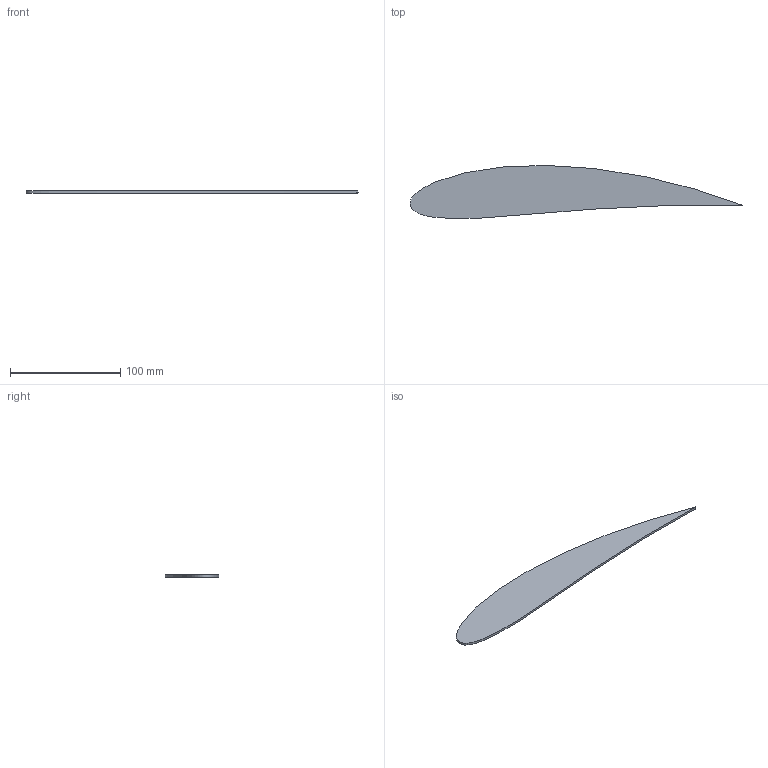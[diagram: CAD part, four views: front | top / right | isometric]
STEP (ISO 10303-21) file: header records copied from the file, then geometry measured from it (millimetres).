
FILE_DESCRIPTION(/* description */ (''),/* implementation_level */ '2;1');
FILE_NAME(/* name */ 'Aerofoil2 v4.step',/* time_stamp */ '2024-05-09T12:34:59+02:00',/* author */ (''),/* organization */ (''),/* preprocessor_version */ 'ST-DEVELOPER v20',/* originating_system */ 'Autodesk Translation Framework v12.14.0.127',/* authorisation */ '');
FILE_SCHEMA (('AUTOMOTIVE_DESIGN { 1 0 10303 214 3 1 1 }'));
Length unit declared in the file: millimetre
Products named in the file (1): Aerofoil2
Bounding box: 301.13 x 48.28 x 2 mm (x, y, z)
Volume: 16469.5 mm3; surface area: 19835.7 mm2
Topology: 1 solids, 1 shells, 4 faces, 6 edges, 4 vertices
Faces by surface type: bspline 2, plane 2
Entity records: 3177 total; most frequent: CARTESIAN_POINT 3089, ORIENTED_EDGE 12, DIRECTION 8, EDGE_CURVE 6, FACE_OUTER_BOUND 4, EDGE_LOOP 4, VERTEX_POINT 4, ADVANCED_FACE 4
